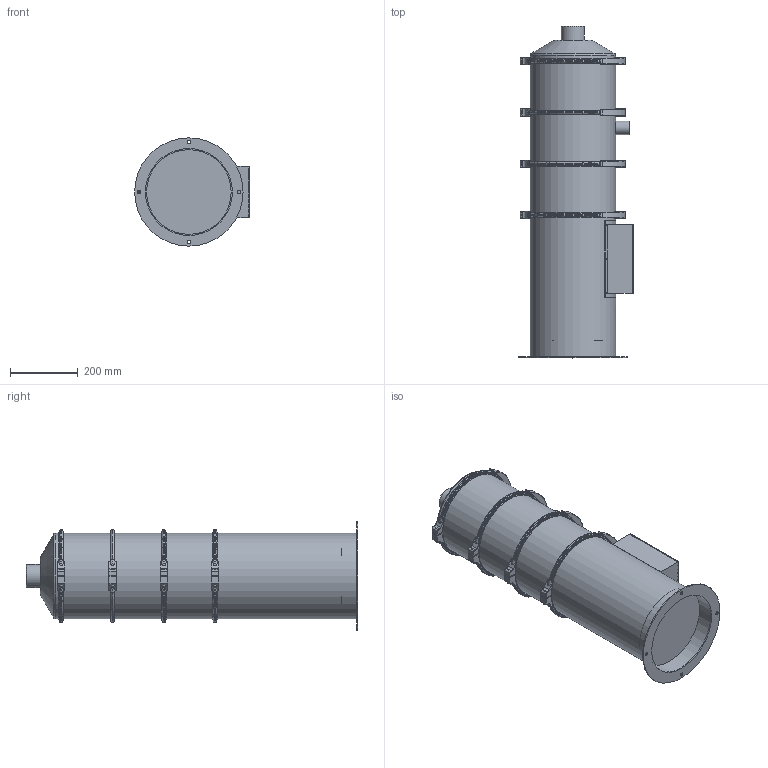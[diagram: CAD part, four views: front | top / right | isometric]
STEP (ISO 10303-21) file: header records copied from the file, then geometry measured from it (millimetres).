
FILE_DESCRIPTION(/* description */ (''),/* implementation_level */ '2;1');
FILE_NAME(/* name */ '3D_tmf16rn4brrg2c10.stp',/* time_stamp */ '2023-01-04T09:39:42+01:00',/* author */ ('enginyeria2'),/* organization */ (''),/* preprocessor_version */ 'ST-DEVELOPER v17',/* originating_system */ 'Autodesk Inventor 2019',/* authorisation */ '');
FILE_SCHEMA (('AUTOMOTIVE_DESIGN { 1 0 10303 214 3 1 1 }'));
Products named in the file (1): Pieza9
Bounding box: 338.52 x 980.78 x 320.09 mm (x, y, z)
Volume: 46386968 mm3; surface area: 1284305.5 mm2
Topology: 1 solids, 24 shells, 1843 faces, 4622 edges, 2909 vertices
Faces by surface type: cylinder 581, plane 508, bspline 288, torus 251, cone 183, sphere 32
Full cylindrical faces by diameter (mm): 4.2 x6, 8 x8, 10 x112, 12 x1, 37 x1, 40 x1, 59 x1, 68 x1, 250 x1, 252.989 x3, 253 x1, 253.094 x1, 320.094 x1
Entity records: 71736 total; most frequent: CARTESIAN_POINT 26635, ORIENTED_EDGE 9244, DIRECTION 8989, EDGE_CURVE 4622, AXIS2_PLACEMENT_3D 3685, VERTEX_POINT 2909, CIRCLE 2089, EDGE_LOOP 1977
